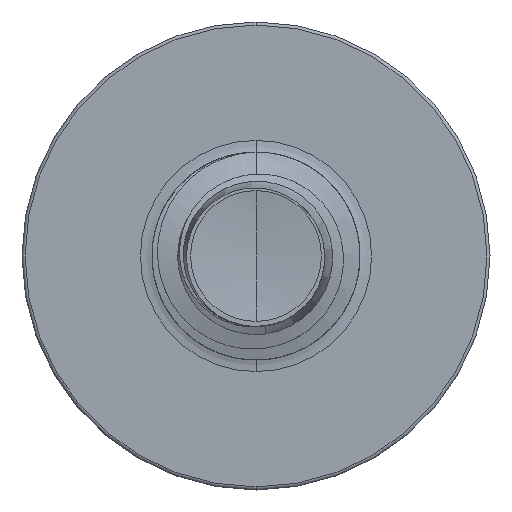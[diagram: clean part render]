
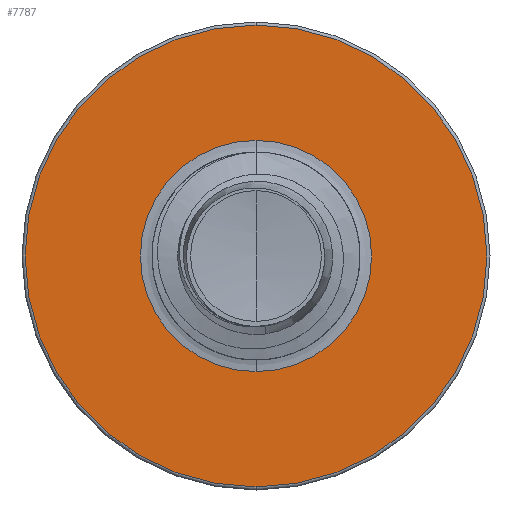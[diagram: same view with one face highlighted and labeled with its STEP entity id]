
A CAD part, front view. The second image highlights one B-rep face of the part: STEP entity #7787.
In plain terms, the highlighted planar face has unit normal (0, -1, 0).
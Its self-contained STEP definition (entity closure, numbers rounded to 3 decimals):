
#257 = ORIENTED_EDGE ( 'NONE', *, *, #4393, .T. ) ;
#1162 = DIRECTION ( 'NONE',  ( 0., 0., 1. ) ) ;
#3800 = VERTEX_POINT ( 'NONE', #13467 ) ;
#4393 = EDGE_CURVE ( 'NONE', #3800, #5184, #10548, .T. ) ;
#4506 = FACE_BOUND ( 'NONE', #7800, .T. ) ;
#5184 = VERTEX_POINT ( 'NONE', #12925 ) ;
#6224 = EDGE_CURVE ( 'NONE', #5184, #3800, #27160, .T. ) ;
#7167 = CARTESIAN_POINT ( 'NONE',  ( 0., 9., 2.22 ) ) ;
#7787 = ADVANCED_FACE ( 'NONE', ( #30296, #4506 ), #9159, .F. ) ;
#7800 = EDGE_LOOP ( 'NONE', ( #21929, #257 ) ) ;
#8125 = EDGE_LOOP ( 'NONE', ( #10038, #14309 ) ) ;
#8277 = CIRCLE ( 'NONE', #20450, 2.22 ) ;
#8560 = CARTESIAN_POINT ( 'NONE',  ( 0., 9., -2.22 ) ) ;
#8955 = CARTESIAN_POINT ( 'NONE',  ( 0., 9., 0. ) ) ;
#9159 = PLANE ( 'NONE',  #27966 ) ;
#10038 = ORIENTED_EDGE ( 'NONE', *, *, #19288, .F. ) ;
#10325 = DIRECTION ( 'NONE',  ( 0., 0., 1. ) ) ;
#10331 = DIRECTION ( 'NONE',  ( 0., 1., 0. ) ) ;
#10355 = CARTESIAN_POINT ( 'NONE',  ( 0., 9., 0. ) ) ;
#10548 = CIRCLE ( 'NONE', #11925, 1.112 ) ;
#11621 = DIRECTION ( 'NONE',  ( 0., 0., 1. ) ) ;
#11820 = CARTESIAN_POINT ( 'NONE',  ( 0., 9., -1.112 ) ) ;
#11925 = AXIS2_PLACEMENT_3D ( 'NONE', #10355, #10331, #10325 ) ;
#12925 = CARTESIAN_POINT ( 'NONE',  ( 0., 9., 1.112 ) ) ;
#13467 = CARTESIAN_POINT ( 'NONE',  ( 0., 9., -1.112 ) ) ;
#14309 = ORIENTED_EDGE ( 'NONE', *, *, #28803, .F. ) ;
#14482 = DIRECTION ( 'NONE',  ( 0., 0., 1. ) ) ;
#15021 = DIRECTION ( 'NONE',  ( 0., 1., 0. ) ) ;
#15482 = AXIS2_PLACEMENT_3D ( 'NONE', #28595, #15021, #30937 ) ;
#16698 = VERTEX_POINT ( 'NONE', #7167 ) ;
#17220 = DIRECTION ( 'NONE',  ( 0., 1., 0. ) ) ;
#19288 = EDGE_CURVE ( 'NONE', #16698, #20996, #30236, .T. ) ;
#20450 = AXIS2_PLACEMENT_3D ( 'NONE', #30631, #17220, #1162 ) ;
#20996 = VERTEX_POINT ( 'NONE', #8560 ) ;
#21929 = ORIENTED_EDGE ( 'NONE', *, *, #6224, .T. ) ;
#22778 = AXIS2_PLACEMENT_3D ( 'NONE', #8955, #25760, #11621 ) ;
#25760 = DIRECTION ( 'NONE',  ( 0., 1., 0. ) ) ;
#27160 = CIRCLE ( 'NONE', #22778, 1.112 ) ;
#27966 = AXIS2_PLACEMENT_3D ( 'NONE', #11820, #28134, #14482 ) ;
#28134 = DIRECTION ( 'NONE',  ( 0., 1., 0. ) ) ;
#28595 = CARTESIAN_POINT ( 'NONE',  ( 0., 9., 0. ) ) ;
#28803 = EDGE_CURVE ( 'NONE', #20996, #16698, #8277, .T. ) ;
#30236 = CIRCLE ( 'NONE', #15482, 2.22 ) ;
#30296 = FACE_OUTER_BOUND ( 'NONE', #8125, .T. ) ;
#30631 = CARTESIAN_POINT ( 'NONE',  ( 0., 9., 0. ) ) ;
#30937 = DIRECTION ( 'NONE',  ( 0., 0., 1. ) ) ;
